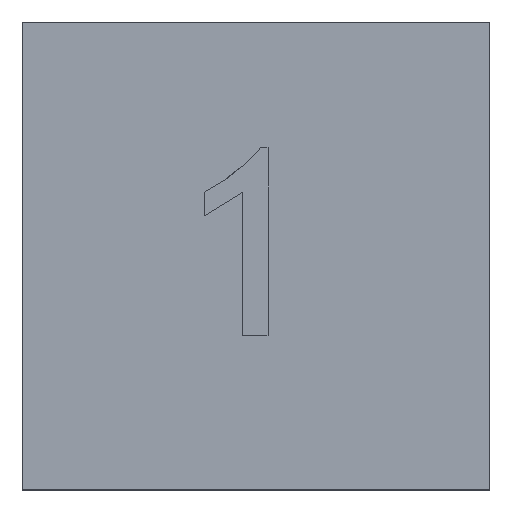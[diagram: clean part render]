
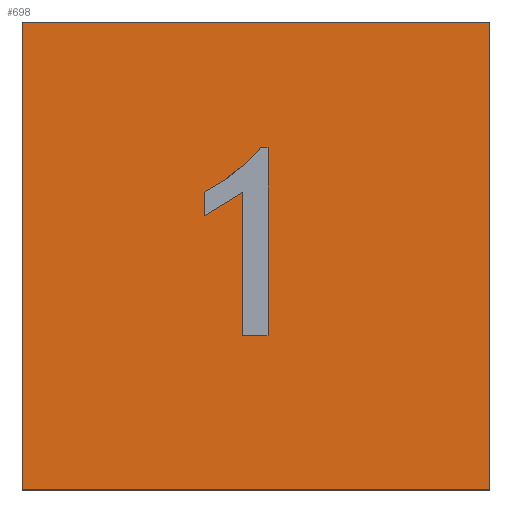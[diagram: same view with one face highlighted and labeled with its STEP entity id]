
A CAD part, top view. The second image highlights one B-rep face of the part: STEP entity #698.
In plain terms, the highlighted planar face has unit normal (0, 0, 1).
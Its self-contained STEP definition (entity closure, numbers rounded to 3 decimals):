
#42=CARTESIAN_POINT('',(12.5,12.5,25.));
#43=VERTEX_POINT('',#42);
#50=CARTESIAN_POINT('',(12.5,-12.5,25.));
#51=VERTEX_POINT('',#50);
#52=CARTESIAN_POINT('',(12.5,12.5,25.));
#53=DIRECTION('',(0.,-1.,0.));
#54=VECTOR('',#53,25.);
#55=LINE('',#52,#54);
#56=EDGE_CURVE('',#43,#51,#55,.T.);
#172=CARTESIAN_POINT('',(-12.5,-12.5,25.));
#173=VERTEX_POINT('',#172);
#180=CARTESIAN_POINT('',(-12.5,12.5,25.));
#181=VERTEX_POINT('',#180);
#182=CARTESIAN_POINT('',(-12.5,-12.5,25.));
#183=DIRECTION('',(0.,1.,0.));
#184=VECTOR('',#183,25.);
#185=LINE('',#182,#184);
#186=EDGE_CURVE('',#173,#181,#185,.T.);
#329=CARTESIAN_POINT('',(-12.5,12.5,25.));
#330=DIRECTION('',(1.,0.,-0.));
#331=VECTOR('',#330,25.);
#332=LINE('',#329,#331);
#333=EDGE_CURVE('',#181,#43,#332,.T.);
#454=CARTESIAN_POINT('',(12.5,-12.5,25.));
#455=DIRECTION('',(-1.,0.,0.));
#456=VECTOR('',#455,25.);
#457=LINE('',#454,#456);
#458=EDGE_CURVE('',#51,#173,#457,.T.);
#625=CARTESIAN_POINT('',(0.,0.,25.));
#626=DIRECTION('',(0.,0.,1.));
#627=DIRECTION('',(1.,0.,0.));
#628=AXIS2_PLACEMENT_3D('',#625,#626,#627);
#629=PLANE('',#628);
#630=ORIENTED_EDGE('',*,*,#56,.F.);
#631=ORIENTED_EDGE('',*,*,#333,.F.);
#632=ORIENTED_EDGE('',*,*,#186,.F.);
#633=ORIENTED_EDGE('',*,*,#458,.F.);
#634=EDGE_LOOP('',(#630,#631,#632,#633));
#635=FACE_BOUND('',#634,.T.);
#636=CARTESIAN_POINT('',(-2.757,3.396,25.));
#637=VERTEX_POINT('',#636);
#638=CARTESIAN_POINT('',(0.233,5.764,25.));
#639=VERTEX_POINT('',#638);
#640=CARTESIAN_POINT('',(-2.757,3.396,25.));
#641=CARTESIAN_POINT('',(-2.242,3.655,25.));
#642=CARTESIAN_POINT('',(-1.695,4.012,25.));
#643=CARTESIAN_POINT('',(-1.115,4.468,25.));
#644=CARTESIAN_POINT('',(-0.535,4.923,25.));
#645=CARTESIAN_POINT('',(-0.085,5.355,25.));
#646=CARTESIAN_POINT('',(0.233,5.764,25.));
#647=B_SPLINE_CURVE_WITH_KNOTS('',3,(#640,#641,#642,#643,#644,#645,#646),.UNSPECIFIED.,.F.,.F.,(4,3,4),(0.,0.5,1.),.UNSPECIFIED.);
#648=EDGE_CURVE('',#637,#639,#647,.T.);
#649=ORIENTED_EDGE('',*,*,#648,.T.);
#650=CARTESIAN_POINT('',(0.643,5.764,25.));
#651=VERTEX_POINT('',#650);
#652=CARTESIAN_POINT('',(0.233,5.764,25.));
#653=DIRECTION('',(1.,0.,-0.));
#654=VECTOR('',#653,0.41);
#655=LINE('',#652,#654);
#656=EDGE_CURVE('',#639,#651,#655,.T.);
#657=ORIENTED_EDGE('',*,*,#656,.T.);
#658=CARTESIAN_POINT('',(0.643,-4.276,25.));
#659=VERTEX_POINT('',#658);
#660=CARTESIAN_POINT('',(0.643,5.764,25.));
#661=DIRECTION('',(0.,-1.,0.));
#662=VECTOR('',#661,10.041);
#663=LINE('',#660,#662);
#664=EDGE_CURVE('',#651,#659,#663,.T.);
#665=ORIENTED_EDGE('',*,*,#664,.T.);
#666=CARTESIAN_POINT('',(-0.723,-4.276,25.));
#667=VERTEX_POINT('',#666);
#668=CARTESIAN_POINT('',(0.643,-4.276,25.));
#669=DIRECTION('',(-1.,0.,0.));
#670=VECTOR('',#669,1.365);
#671=LINE('',#668,#670);
#672=EDGE_CURVE('',#659,#667,#671,.T.);
#673=ORIENTED_EDGE('',*,*,#672,.T.);
#674=CARTESIAN_POINT('',(-0.723,3.389,25.));
#675=VERTEX_POINT('',#674);
#676=CARTESIAN_POINT('',(-0.723,-4.276,25.));
#677=DIRECTION('',(0.,1.,0.));
#678=VECTOR('',#677,7.666);
#679=LINE('',#676,#678);
#680=EDGE_CURVE('',#667,#675,#679,.T.);
#681=ORIENTED_EDGE('',*,*,#680,.T.);
#682=CARTESIAN_POINT('',(-2.757,2.119,25.));
#683=VERTEX_POINT('',#682);
#684=CARTESIAN_POINT('',(-0.723,3.389,25.));
#685=DIRECTION('',(-0.848,-0.529,0.));
#686=VECTOR('',#685,2.398);
#687=LINE('',#684,#686);
#688=EDGE_CURVE('',#675,#683,#687,.T.);
#689=ORIENTED_EDGE('',*,*,#688,.T.);
#690=CARTESIAN_POINT('',(-2.757,2.119,25.));
#691=DIRECTION('',(0.,1.,0.));
#692=VECTOR('',#691,1.276);
#693=LINE('',#690,#692);
#694=EDGE_CURVE('',#683,#637,#693,.T.);
#695=ORIENTED_EDGE('',*,*,#694,.T.);
#696=EDGE_LOOP('',(#649,#657,#665,#673,#681,#689,#695));
#697=FACE_BOUND('',#696,.T.);
#698=ADVANCED_FACE('',(#635,#697),#629,.T.);
